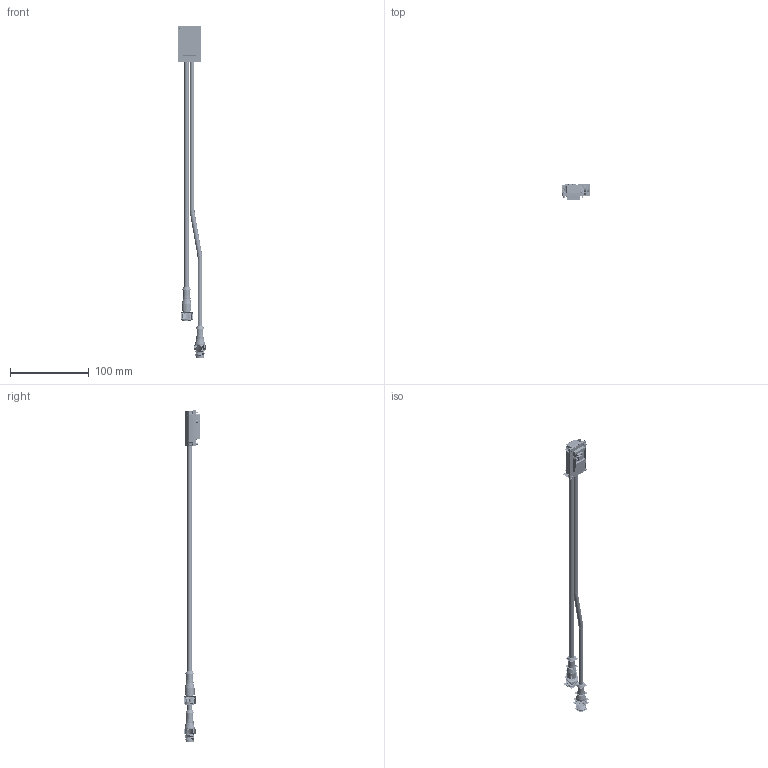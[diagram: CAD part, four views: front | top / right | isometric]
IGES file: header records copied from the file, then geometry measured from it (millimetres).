
Start section:  PTC IGES file: 238298_sm01.igs
Global section: file name: 238298_sm01.igs; native system: Creo Parametric by PTC Inc.; preprocessor: 2022414; author: banengservice; organization: Unknown; date: 20240515.165035; units: millimetre
Bounding box: 35.49 x 21.16 x 422.05 mm (x, y, z)
Volume: 28833.8 mm3; surface area: 114533.5 mm2
Topology: 2 solids, 5 shells, 13982 faces, 63312 edges, 75966 vertices
Faces by surface type: bspline 10386, revolution 3596
